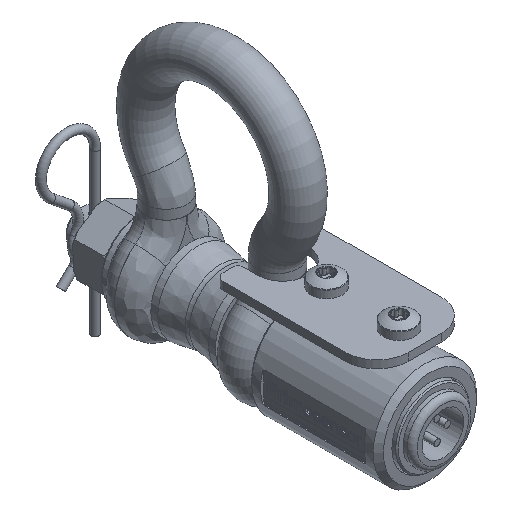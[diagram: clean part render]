
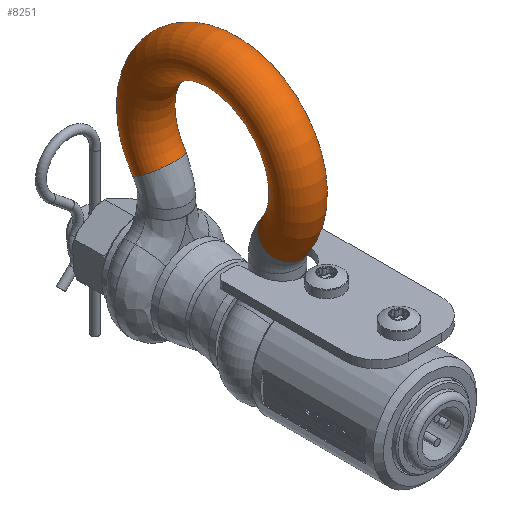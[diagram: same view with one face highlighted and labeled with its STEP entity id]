
A CAD part, isometric view. The second image highlights one B-rep face of the part: STEP entity #8251.
In plain terms, the highlighted toroidal (fillet/blend) face has major radius 29.5 mm and minor radius 8 mm.
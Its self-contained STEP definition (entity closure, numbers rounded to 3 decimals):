
#176=TOROIDAL_SURFACE('',#8880,29.5,8.);
#1711=ORIENTED_EDGE('',*,*,#3114,.F.);
#1712=ORIENTED_EDGE('',*,*,#3115,.T.);
#3114=EDGE_CURVE('',#3885,#3885,#4431,.F.);
#3115=EDGE_CURVE('',#3886,#3886,#4432,.F.);
#3885=VERTEX_POINT('',#12208);
#3886=VERTEX_POINT('',#12211);
#4431=CIRCLE('',#8879,8.);
#4432=CIRCLE('',#8881,8.);
#4887=EDGE_LOOP('',(#1711));
#4888=EDGE_LOOP('',(#1712));
#5541=FACE_BOUND('',#4887,.T.);
#5542=FACE_BOUND('',#4888,.T.);
#8251=ADVANCED_FACE('',(#5541,#5542),#176,.T.);
#8879=AXIS2_PLACEMENT_3D('',#12207,#10000,#10001);
#8880=AXIS2_PLACEMENT_3D('',#12209,#10002,#10003);
#8881=AXIS2_PLACEMENT_3D('',#12210,#10004,#10005);
#10000=DIRECTION('',(0.578,0.,0.816));
#10001=DIRECTION('',(0.,-1.,0.));
#10002=DIRECTION('',(0.,1.,0.));
#10003=DIRECTION('',(0.,0.,1.));
#10004=DIRECTION('',(0.578,0.,-0.816));
#10005=DIRECTION('',(0.,-1.,0.));
#12207=CARTESIAN_POINT('',(24.075,0.,35.451));
#12208=CARTESIAN_POINT('',(24.075,-8.,35.451));
#12209=CARTESIAN_POINT('',(0.,0.,52.5));
#12210=CARTESIAN_POINT('',(-24.075,0.,35.451));
#12211=CARTESIAN_POINT('',(-24.075,-8.,35.451));
